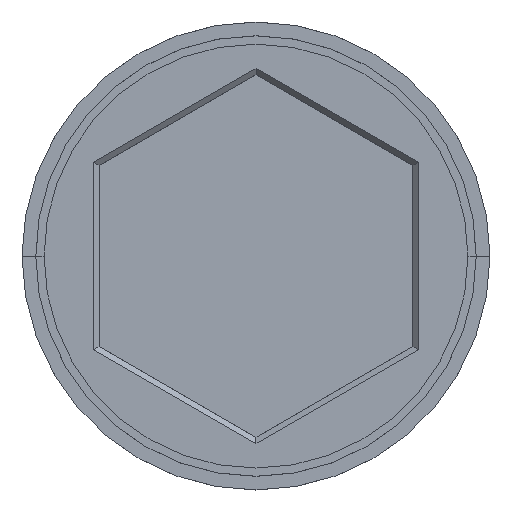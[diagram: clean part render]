
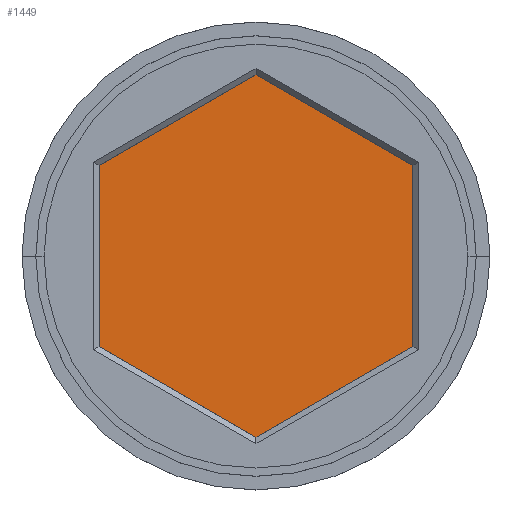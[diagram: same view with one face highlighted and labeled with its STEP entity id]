
A CAD part, top view. The second image highlights one B-rep face of the part: STEP entity #1449.
In plain terms, the highlighted planar face has unit normal (0, 0, 1).
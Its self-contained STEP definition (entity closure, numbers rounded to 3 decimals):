
#36 = DIRECTION ( 'NONE',  ( 0., 1., 0. ) ) ;
#51 = ORIENTED_EDGE ( 'NONE', *, *, #984, .T. ) ;
#78 = CARTESIAN_POINT ( 'NONE',  ( 5.7, -3.291, -2. ) ) ;
#79 = ORIENTED_EDGE ( 'NONE', *, *, #580, .T. ) ;
#144 = VECTOR ( 'NONE', #36, 1000. ) ;
#148 = LINE ( 'NONE', #401, #1187 ) ;
#187 = CARTESIAN_POINT ( 'NONE',  ( 0., 6.582, -2. ) ) ;
#193 = DIRECTION ( 'NONE',  ( 0.866, 0.5, 0. ) ) ;
#200 = CARTESIAN_POINT ( 'NONE',  ( 0., 6.582, -2. ) ) ;
#218 = LINE ( 'NONE', #200, #1392 ) ;
#228 = LINE ( 'NONE', #451, #288 ) ;
#256 = VERTEX_POINT ( 'NONE', #952 ) ;
#288 = VECTOR ( 'NONE', #193, 1000. ) ;
#300 = CARTESIAN_POINT ( 'NONE',  ( 5.7, 3.291, -2. ) ) ;
#356 = EDGE_CURVE ( 'NONE', #526, #256, #148, .T. ) ;
#366 = EDGE_LOOP ( 'NONE', ( #79, #527, #51, #1390, #829, #821 ) ) ;
#378 = DIRECTION ( 'NONE',  ( 1., 0., 0. ) ) ;
#397 = LINE ( 'NONE', #1211, #1214 ) ;
#401 = CARTESIAN_POINT ( 'NONE',  ( -5.7, -3.291, -2. ) ) ;
#440 = LINE ( 'NONE', #300, #1517 ) ;
#443 = DIRECTION ( 'NONE',  ( -0.866, -0.5, 0. ) ) ;
#451 = CARTESIAN_POINT ( 'NONE',  ( 0., -6.582, -2. ) ) ;
#494 = PLANE ( 'NONE',  #1022 ) ;
#526 = VERTEX_POINT ( 'NONE', #770 ) ;
#527 = ORIENTED_EDGE ( 'NONE', *, *, #1049, .T. ) ;
#568 = CARTESIAN_POINT ( 'NONE',  ( 5.7, 3.291, -2. ) ) ;
#580 = EDGE_CURVE ( 'NONE', #1040, #1518, #440, .T. ) ;
#636 = DIRECTION ( 'NONE',  ( 0., 0., 1. ) ) ;
#645 = DIRECTION ( 'NONE',  ( 0.866, -0.5, 0. ) ) ;
#770 = CARTESIAN_POINT ( 'NONE',  ( -5.7, -3.291, -2. ) ) ;
#783 = EDGE_CURVE ( 'NONE', #256, #793, #228, .T. ) ;
#793 = VERTEX_POINT ( 'NONE', #78 ) ;
#821 = ORIENTED_EDGE ( 'NONE', *, *, #1433, .T. ) ;
#829 = ORIENTED_EDGE ( 'NONE', *, *, #783, .T. ) ;
#861 = CARTESIAN_POINT ( 'NONE',  ( -5.7, 3.291, -2. ) ) ;
#889 = DIRECTION ( 'NONE',  ( -0.866, 0.5, 0. ) ) ;
#952 = CARTESIAN_POINT ( 'NONE',  ( 0., -6.582, -2. ) ) ;
#984 = EDGE_CURVE ( 'NONE', #1175, #526, #397, .T. ) ;
#1022 = AXIS2_PLACEMENT_3D ( 'NONE', #1196, #636, #378 ) ;
#1040 = VERTEX_POINT ( 'NONE', #568 ) ;
#1049 = EDGE_CURVE ( 'NONE', #1518, #1175, #218, .T. ) ;
#1097 = DIRECTION ( 'NONE',  ( 0., -1., 0. ) ) ;
#1175 = VERTEX_POINT ( 'NONE', #861 ) ;
#1187 = VECTOR ( 'NONE', #645, 1000. ) ;
#1196 = CARTESIAN_POINT ( 'NONE',  ( 0., 0., -2. ) ) ;
#1211 = CARTESIAN_POINT ( 'NONE',  ( -5.7, 3.291, -2. ) ) ;
#1214 = VECTOR ( 'NONE', #1097, 1000. ) ;
#1326 = FACE_OUTER_BOUND ( 'NONE', #366, .T. ) ;
#1390 = ORIENTED_EDGE ( 'NONE', *, *, #356, .T. ) ;
#1392 = VECTOR ( 'NONE', #443, 1000. ) ;
#1428 = CARTESIAN_POINT ( 'NONE',  ( 5.7, -3.291, -2. ) ) ;
#1433 = EDGE_CURVE ( 'NONE', #793, #1040, #1444, .T. ) ;
#1444 = LINE ( 'NONE', #1428, #144 ) ;
#1449 = ADVANCED_FACE ( 'NONE', ( #1326 ), #494, .T. ) ;
#1517 = VECTOR ( 'NONE', #889, 1000. ) ;
#1518 = VERTEX_POINT ( 'NONE', #187 ) ;
